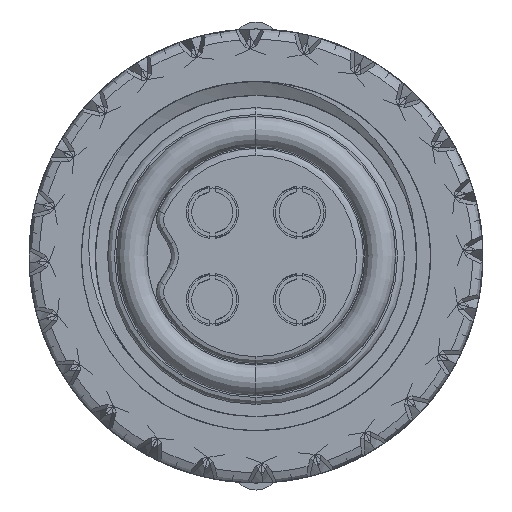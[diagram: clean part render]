
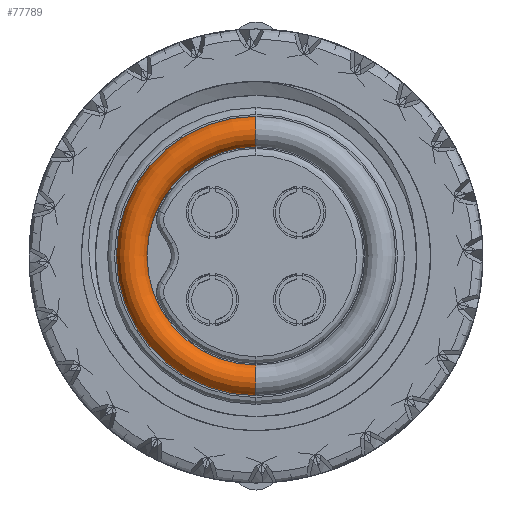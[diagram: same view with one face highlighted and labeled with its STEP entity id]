
A CAD part, left-side view. The second image highlights one B-rep face of the part: STEP entity #77789.
In plain terms, the highlighted toroidal (fillet/blend) face has major radius 1.78 mm and minor radius 0.22 mm.
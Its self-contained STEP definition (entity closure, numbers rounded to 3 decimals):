
#805 = CARTESIAN_POINT ( 'NONE',  ( 0., 0., 0. ) ) ;
#1410 = CIRCLE ( 'NONE', #39032, 0.22 ) ;
#7245 = CARTESIAN_POINT ( 'NONE',  ( 0., 0., 1.56 ) ) ;
#7716 = DIRECTION ( 'NONE',  ( 1., 0., 0. ) ) ;
#10395 = DIRECTION ( 'NONE',  ( 0., 0., -1. ) ) ;
#14886 = ORIENTED_EDGE ( 'NONE', *, *, #58302, .T. ) ;
#22274 = CARTESIAN_POINT ( 'NONE',  ( 0., 0., -1.56 ) ) ;
#23485 = VERTEX_POINT ( 'NONE', #81221 ) ;
#23643 = CARTESIAN_POINT ( 'NONE',  ( 0., 0., 0. ) ) ;
#25992 = EDGE_CURVE ( 'NONE', #43356, #23485, #1410, .T. ) ;
#26403 = AXIS2_PLACEMENT_3D ( 'NONE', #61199, #80077, #10395 ) ;
#31019 = DIRECTION ( 'NONE',  ( 1., 0., 0. ) ) ;
#31965 = VERTEX_POINT ( 'NONE', #76135 ) ;
#35402 = VERTEX_POINT ( 'NONE', #22274 ) ;
#36406 = CARTESIAN_POINT ( 'NONE',  ( 0., 0., 1.78 ) ) ;
#37607 = EDGE_CURVE ( 'NONE', #31965, #23485, #56729, .T. ) ;
#39032 = AXIS2_PLACEMENT_3D ( 'NONE', #36406, #67586, #74827 ) ;
#40117 = EDGE_CURVE ( 'NONE', #35402, #31965, #79218, .T. ) ;
#42256 = DIRECTION ( 'NONE',  ( 1., 0., 0. ) ) ;
#43356 = VERTEX_POINT ( 'NONE', #7245 ) ;
#45355 = AXIS2_PLACEMENT_3D ( 'NONE', #81336, #31019, #75509 ) ;
#47450 = ORIENTED_EDGE ( 'NONE', *, *, #25992, .T. ) ;
#54203 = FACE_OUTER_BOUND ( 'NONE', #63915, .T. ) ;
#55120 = DIRECTION ( 'NONE',  ( 0., 0., -1. ) ) ;
#56729 = CIRCLE ( 'NONE', #62616, 2. ) ;
#57136 = TOROIDAL_SURFACE ( 'NONE', #79351, 1.78, 0.22 ) ;
#58184 = ORIENTED_EDGE ( 'NONE', *, *, #40117, .F. ) ;
#58302 = EDGE_CURVE ( 'NONE', #35402, #43356, #76279, .T. ) ;
#61199 = CARTESIAN_POINT ( 'NONE',  ( 0., 0., -1.78 ) ) ;
#62616 = AXIS2_PLACEMENT_3D ( 'NONE', #805, #7716, #71287 ) ;
#63915 = EDGE_LOOP ( 'NONE', ( #68444, #58184, #14886, #47450 ) ) ;
#67586 = DIRECTION ( 'NONE',  ( 0., 1., 0. ) ) ;
#68444 = ORIENTED_EDGE ( 'NONE', *, *, #37607, .F. ) ;
#71287 = DIRECTION ( 'NONE',  ( 0., 0., -1. ) ) ;
#74827 = DIRECTION ( 'NONE',  ( 0., 0., 1. ) ) ;
#75509 = DIRECTION ( 'NONE',  ( 0., 0., -1. ) ) ;
#76135 = CARTESIAN_POINT ( 'NONE',  ( 0., 0., -2. ) ) ;
#76279 = CIRCLE ( 'NONE', #45355, 1.56 ) ;
#77789 = ADVANCED_FACE ( 'NONE', ( #54203 ), #57136, .T. ) ;
#79218 = CIRCLE ( 'NONE', #26403, 0.22 ) ;
#79351 = AXIS2_PLACEMENT_3D ( 'NONE', #23643, #42256, #55120 ) ;
#80077 = DIRECTION ( 'NONE',  ( 0., -1., 0. ) ) ;
#81221 = CARTESIAN_POINT ( 'NONE',  ( 0., 0., 2. ) ) ;
#81336 = CARTESIAN_POINT ( 'NONE',  ( 0., 0., 0. ) ) ;
